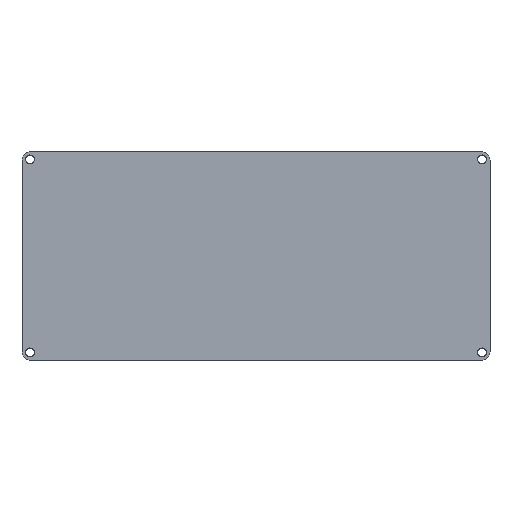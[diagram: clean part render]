
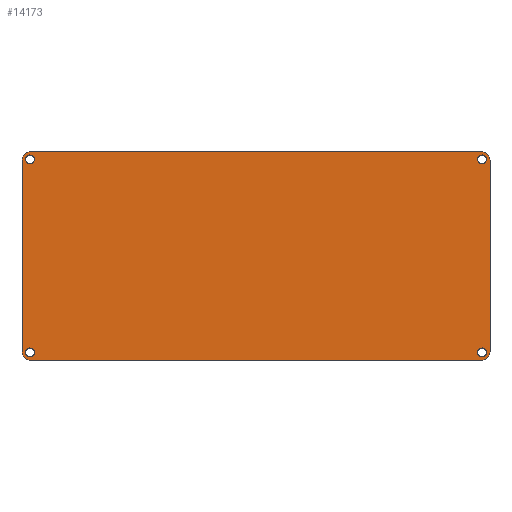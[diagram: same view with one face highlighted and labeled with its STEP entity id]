
A CAD part, front view. The second image highlights one B-rep face of the part: STEP entity #14173.
In plain terms, the highlighted planar face has unit normal (0, -1, 0).
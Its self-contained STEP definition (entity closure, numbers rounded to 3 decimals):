
#447 = ORIENTED_EDGE ( 'NONE', *, *, #22215, .F. ) ;
#924 = VECTOR ( 'NONE', #24887, 1000. ) ;
#1144 = VERTEX_POINT ( 'NONE', #11447 ) ;
#1200 = DIRECTION ( 'NONE',  ( 0., 1., 0. ) ) ;
#1374 = EDGE_CURVE ( 'NONE', #21421, #17337, #11786, .T. ) ;
#1417 = ORIENTED_EDGE ( 'NONE', *, *, #2840, .T. ) ;
#1570 = FACE_BOUND ( 'NONE', #10149, .T. ) ;
#2317 = CARTESIAN_POINT ( 'NONE',  ( -88.5, 0., -36.25 ) ) ;
#2840 = EDGE_CURVE ( 'NONE', #1144, #12834, #10999, .T. ) ;
#2865 = EDGE_CURVE ( 'NONE', #23908, #22970, #3131, .T. ) ;
#2905 = ORIENTED_EDGE ( 'NONE', *, *, #23495, .T. ) ;
#3131 = CIRCLE ( 'NONE', #15139, 3.25 ) ;
#3414 = CARTESIAN_POINT ( 'NONE',  ( -84.5, 0., 39.5 ) ) ;
#3500 = CARTESIAN_POINT ( 'NONE',  ( 0., 0., 0. ) ) ;
#3547 = CARTESIAN_POINT ( 'NONE',  ( 88.5, 0., -36.25 ) ) ;
#4371 = EDGE_CURVE ( 'NONE', #9418, #9418, #24748, .T. ) ;
#4894 = DIRECTION ( 'NONE',  ( 0., 0., 1. ) ) ;
#5021 = CARTESIAN_POINT ( 'NONE',  ( 85.25, 0., -36.25 ) ) ;
#5283 = ORIENTED_EDGE ( 'NONE', *, *, #21723, .T. ) ;
#5302 = FACE_OUTER_BOUND ( 'NONE', #9176, .T. ) ;
#5530 = VERTEX_POINT ( 'NONE', #11751 ) ;
#5762 = CARTESIAN_POINT ( 'NONE',  ( 85.25, 0., 36.25 ) ) ;
#5854 = DIRECTION ( 'NONE',  ( 0., 0., 1. ) ) ;
#5855 = EDGE_CURVE ( 'NONE', #5530, #5530, #9092, .T. ) ;
#6344 = VERTEX_POINT ( 'NONE', #2317 ) ;
#6379 = ORIENTED_EDGE ( 'NONE', *, *, #5855, .T. ) ;
#6420 = CARTESIAN_POINT ( 'NONE',  ( 85.25, 0., -39.5 ) ) ;
#6654 = VERTEX_POINT ( 'NONE', #18362 ) ;
#6766 = EDGE_LOOP ( 'NONE', ( #16821 ) ) ;
#7374 = DIRECTION ( 'NONE',  ( 0., 0., 1. ) ) ;
#7553 = DIRECTION ( 'NONE',  ( 0., 1., 0. ) ) ;
#7632 = LINE ( 'NONE', #23469, #924 ) ;
#8159 = DIRECTION ( 'NONE',  ( 0., -1., 0. ) ) ;
#8173 = ORIENTED_EDGE ( 'NONE', *, *, #2865, .T. ) ;
#8675 = DIRECTION ( 'NONE',  ( 0., 0., 1. ) ) ;
#9003 = DIRECTION ( 'NONE',  ( 0., 0., 1. ) ) ;
#9031 = EDGE_CURVE ( 'NONE', #21421, #12834, #21171, .T. ) ;
#9092 = CIRCLE ( 'NONE', #16147, 1.7 ) ;
#9176 = EDGE_LOOP ( 'NONE', ( #9463, #1417, #15057, #13279, #5283, #2905, #447, #8173 ) ) ;
#9418 = VERTEX_POINT ( 'NONE', #23287 ) ;
#9463 = ORIENTED_EDGE ( 'NONE', *, *, #10690, .T. ) ;
#9500 = LINE ( 'NONE', #17541, #13592 ) ;
#9551 = VECTOR ( 'NONE', #20216, 1000. ) ;
#9676 = AXIS2_PLACEMENT_3D ( 'NONE', #3500, #1200, #7374 ) ;
#9970 = CARTESIAN_POINT ( 'NONE',  ( -85.25, 0., 36.25 ) ) ;
#10149 = EDGE_LOOP ( 'NONE', ( #14564 ) ) ;
#10673 = AXIS2_PLACEMENT_3D ( 'NONE', #20378, #24941, #22358 ) ;
#10690 = EDGE_CURVE ( 'NONE', #22970, #1144, #9500, .T. ) ;
#10830 = AXIS2_PLACEMENT_3D ( 'NONE', #25355, #7553, #11460 ) ;
#10882 = FACE_BOUND ( 'NONE', #23425, .T. ) ;
#10972 = CARTESIAN_POINT ( 'NONE',  ( -85.25, 0., 39.5 ) ) ;
#10999 = CIRCLE ( 'NONE', #15563, 3.25 ) ;
#11447 = CARTESIAN_POINT ( 'NONE',  ( 88.5, 0., 36.25 ) ) ;
#11460 = DIRECTION ( 'NONE',  ( 0., 0., 1. ) ) ;
#11751 = CARTESIAN_POINT ( 'NONE',  ( -85.5, 0., -34.8 ) ) ;
#11786 = CIRCLE ( 'NONE', #15089, 3.25 ) ;
#12016 = VERTEX_POINT ( 'NONE', #14982 ) ;
#12018 = VERTEX_POINT ( 'NONE', #14079 ) ;
#12096 = CIRCLE ( 'NONE', #24110, 3.25 ) ;
#12834 = VERTEX_POINT ( 'NONE', #20429 ) ;
#13279 = ORIENTED_EDGE ( 'NONE', *, *, #1374, .T. ) ;
#13359 = PLANE ( 'NONE',  #9676 ) ;
#13592 = VECTOR ( 'NONE', #5854, 1000. ) ;
#14079 = CARTESIAN_POINT ( 'NONE',  ( -85.5, 0., 38.2 ) ) ;
#14173 = ADVANCED_FACE ( 'NONE', ( #10882, #18821, #1570, #19191, #5302 ), #13359, .F. ) ;
#14333 = EDGE_CURVE ( 'NONE', #12018, #12018, #16277, .T. ) ;
#14564 = ORIENTED_EDGE ( 'NONE', *, *, #4371, .T. ) ;
#14982 = CARTESIAN_POINT ( 'NONE',  ( -85.25, 0., -39.5 ) ) ;
#15057 = ORIENTED_EDGE ( 'NONE', *, *, #9031, .F. ) ;
#15080 = DIRECTION ( 'NONE',  ( 0., -1., 0. ) ) ;
#15089 = AXIS2_PLACEMENT_3D ( 'NONE', #9970, #8159, #17889 ) ;
#15139 = AXIS2_PLACEMENT_3D ( 'NONE', #5021, #21327, #15635 ) ;
#15563 = AXIS2_PLACEMENT_3D ( 'NONE', #5762, #16709, #4894 ) ;
#15610 = DIRECTION ( 'NONE',  ( 0., 0., 1. ) ) ;
#15635 = DIRECTION ( 'NONE',  ( 0., 0., 1. ) ) ;
#15989 = DIRECTION ( 'NONE',  ( 0., 1., 0. ) ) ;
#16065 = DIRECTION ( 'NONE',  ( 0., 1., 0. ) ) ;
#16147 = AXIS2_PLACEMENT_3D ( 'NONE', #18078, #15989, #15610 ) ;
#16277 = CIRCLE ( 'NONE', #24574, 1.7 ) ;
#16371 = LINE ( 'NONE', #16624, #9551 ) ;
#16624 = CARTESIAN_POINT ( 'NONE',  ( -84.5, 0., -39.5 ) ) ;
#16709 = DIRECTION ( 'NONE',  ( 0., -1., 0. ) ) ;
#16821 = ORIENTED_EDGE ( 'NONE', *, *, #14333, .T. ) ;
#17337 = VERTEX_POINT ( 'NONE', #18108 ) ;
#17541 = CARTESIAN_POINT ( 'NONE',  ( 88.5, 0., -39.5 ) ) ;
#17889 = DIRECTION ( 'NONE',  ( 0., 0., 1. ) ) ;
#18078 = CARTESIAN_POINT ( 'NONE',  ( -85.5, 0., -36.5 ) ) ;
#18108 = CARTESIAN_POINT ( 'NONE',  ( -88.5, 0., 36.25 ) ) ;
#18181 = ORIENTED_EDGE ( 'NONE', *, *, #23536, .T. ) ;
#18362 = CARTESIAN_POINT ( 'NONE',  ( 85.5, 0., -34.8 ) ) ;
#18783 = VECTOR ( 'NONE', #25228, 1000. ) ;
#18821 = FACE_BOUND ( 'NONE', #6766, .T. ) ;
#18847 = EDGE_LOOP ( 'NONE', ( #18181 ) ) ;
#19108 = CARTESIAN_POINT ( 'NONE',  ( -85.25, 0., -36.25 ) ) ;
#19191 = FACE_BOUND ( 'NONE', #18847, .T. ) ;
#20059 = CARTESIAN_POINT ( 'NONE',  ( -85.5, 0., 36.5 ) ) ;
#20216 = DIRECTION ( 'NONE',  ( -1., 0., 0. ) ) ;
#20378 = CARTESIAN_POINT ( 'NONE',  ( 85.5, 0., 36.5 ) ) ;
#20429 = CARTESIAN_POINT ( 'NONE',  ( 85.25, 0., 39.5 ) ) ;
#21171 = LINE ( 'NONE', #3414, #18783 ) ;
#21327 = DIRECTION ( 'NONE',  ( 0., -1., 0. ) ) ;
#21421 = VERTEX_POINT ( 'NONE', #10972 ) ;
#21723 = EDGE_CURVE ( 'NONE', #17337, #6344, #7632, .T. ) ;
#22215 = EDGE_CURVE ( 'NONE', #23908, #12016, #16371, .T. ) ;
#22358 = DIRECTION ( 'NONE',  ( 0., 0., 1. ) ) ;
#22849 = CIRCLE ( 'NONE', #10830, 1.7 ) ;
#22970 = VERTEX_POINT ( 'NONE', #3547 ) ;
#23287 = CARTESIAN_POINT ( 'NONE',  ( 85.5, 0., 38.2 ) ) ;
#23425 = EDGE_LOOP ( 'NONE', ( #6379 ) ) ;
#23469 = CARTESIAN_POINT ( 'NONE',  ( -88.5, 0., -39.5 ) ) ;
#23495 = EDGE_CURVE ( 'NONE', #6344, #12016, #12096, .T. ) ;
#23536 = EDGE_CURVE ( 'NONE', #6654, #6654, #22849, .T. ) ;
#23908 = VERTEX_POINT ( 'NONE', #6420 ) ;
#24110 = AXIS2_PLACEMENT_3D ( 'NONE', #19108, #15080, #9003 ) ;
#24574 = AXIS2_PLACEMENT_3D ( 'NONE', #20059, #16065, #8675 ) ;
#24748 = CIRCLE ( 'NONE', #10673, 1.7 ) ;
#24887 = DIRECTION ( 'NONE',  ( 0., 0., -1. ) ) ;
#24941 = DIRECTION ( 'NONE',  ( 0., 1., 0. ) ) ;
#25228 = DIRECTION ( 'NONE',  ( 1., 0., 0. ) ) ;
#25355 = CARTESIAN_POINT ( 'NONE',  ( 85.5, 0., -36.5 ) ) ;
